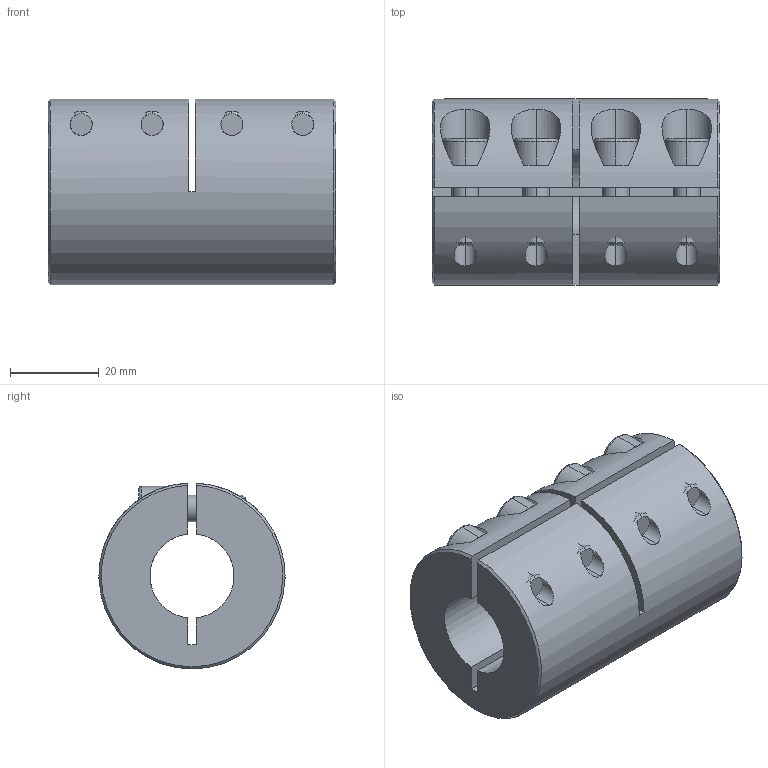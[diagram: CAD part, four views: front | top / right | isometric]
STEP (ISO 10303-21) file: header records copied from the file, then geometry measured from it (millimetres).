
FILE_DESCRIPTION (( 'STEP AP214' ), '1' );
FILE_NAME ('KSA-19.STEP', '2019-07-26T08:23:53', ( '' ), ( '' ), 'SwSTEP 2.0', 'SolidWorks 2019', '' );
FILE_SCHEMA (( 'AUTOMOTIVE_DESIGN' ));
Length unit declared in the file: millimetre
Products named in the file (1): KSA-19
Bounding box: 65 x 42 x 41.98 mm (x, y, z)
Volume: 67326.4 mm3; surface area: 21906.9 mm2
Topology: 5 solids, 5 shells, 157 faces, 361 edges, 218 vertices
Faces by surface type: plane 79, cylinder 43, cone 19, torus 16
Entity records: 6670 total; most frequent: CARTESIAN_POINT 1253, DIRECTION 795, ORIENTED_EDGE 706, EDGE_CURVE 353, AXIS2_PLACEMENT_3D 304, VERTEX_POINT 218, LINE 187, VECTOR 187
